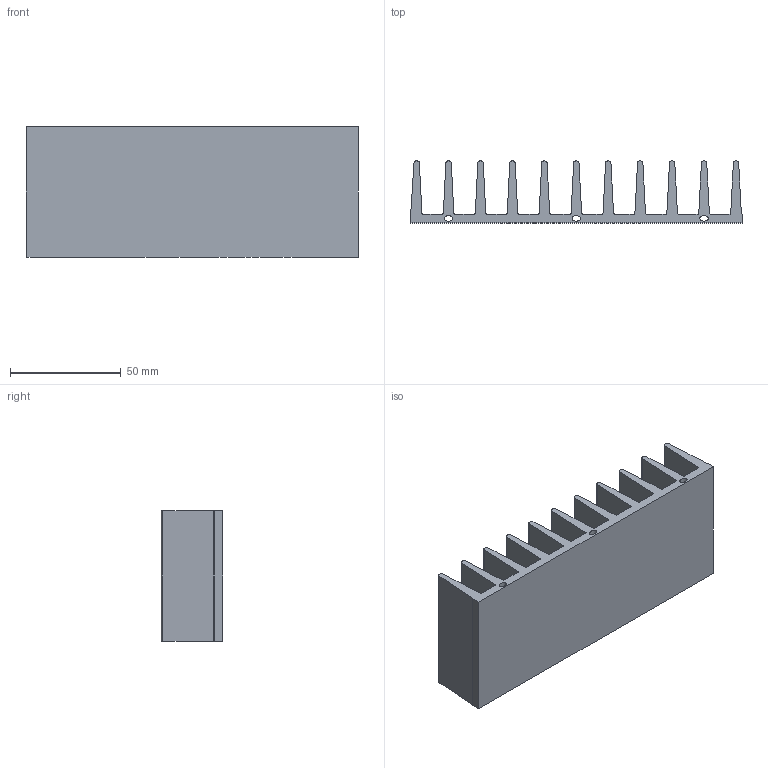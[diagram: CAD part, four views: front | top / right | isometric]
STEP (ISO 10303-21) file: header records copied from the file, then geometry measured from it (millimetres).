
FILE_DESCRIPTION (( 'STEP AP214' ), '1' );
FILE_NAME ('HS150mmx59mmx28mmV2.step', '2019-07-15T00:39:23', ( '' ), ( '' ), 'SwSTEP 2.0', 'SolidWorks 2019', '' );
FILE_SCHEMA (( 'AUTOMOTIVE_DESIGN' ));
Length unit declared in the file: millimetre
Products named in the file (1): HS150mmx59mmx28mmV2
Bounding box: 150 x 27.99 x 59 mm (x, y, z)
Volume: 89500.5 mm3; surface area: 51932.7 mm2
Topology: 1 solids, 1 shells, 76 faces, 222 edges, 148 vertices
Faces by surface type: bspline 39, plane 37
Entity records: 2629 total; most frequent: CARTESIAN_POINT 954, ORIENTED_EDGE 444, EDGE_CURVE 222, DIRECTION 220, VERTEX_POINT 148, VECTOR 144, LINE 144, EDGE_LOOP 82
